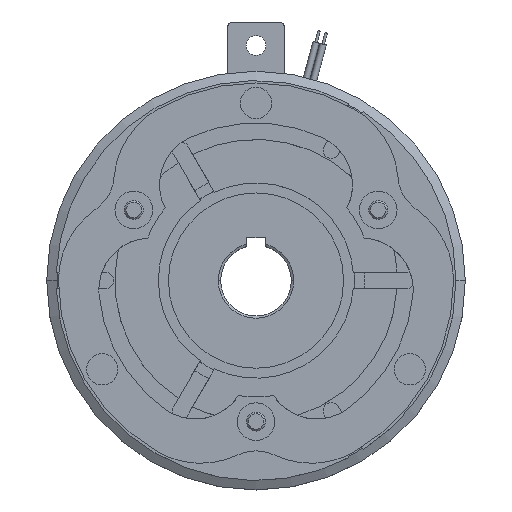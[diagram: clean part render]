
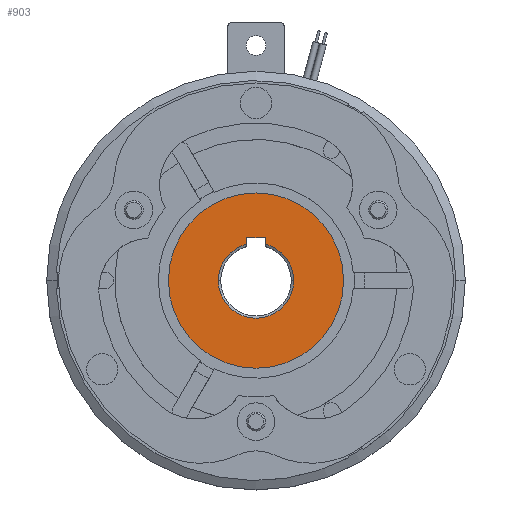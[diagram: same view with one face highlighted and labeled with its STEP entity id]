
A CAD part, top view. The second image highlights one B-rep face of the part: STEP entity #903.
In plain terms, the highlighted planar face has unit normal (0, 0, 1).
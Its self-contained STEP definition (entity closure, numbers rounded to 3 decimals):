
#17 = CARTESIAN_POINT ( 'NONE',  ( 3.84, 18.14, 34.5 ) ) ;
#39 = ORIENTED_EDGE ( 'NONE', *, *, #2860, .T. ) ;
#184 = VERTEX_POINT ( 'NONE', #7419 ) ;
#199 = PLANE ( 'NONE',  #3475 ) ;
#431 = EDGE_CURVE ( 'NONE', #4201, #2940, #7320, .T. ) ;
#475 = DIRECTION ( 'NONE',  ( 0., 1., 0. ) ) ;
#530 = EDGE_CURVE ( 'NONE', #1637, #2940, #6724, .T. ) ;
#609 = VERTEX_POINT ( 'NONE', #1042 ) ;
#651 = EDGE_CURVE ( 'NONE', #2309, #5043, #815, .T. ) ;
#658 = DIRECTION ( 'NONE',  ( 1., 0., 0. ) ) ;
#716 = FACE_OUTER_BOUND ( 'NONE', #4323, .T. ) ;
#766 = CARTESIAN_POINT ( 'NONE',  ( 0., 0., 34.5 ) ) ;
#815 = LINE ( 'NONE', #4805, #7216 ) ;
#816 = ORIENTED_EDGE ( 'NONE', *, *, #1014, .T. ) ;
#834 = DIRECTION ( 'NONE',  ( 1., 0., 0. ) ) ;
#873 = CARTESIAN_POINT ( 'NONE',  ( 3.84, 18.3, 34.5 ) ) ;
#903 = ADVANCED_FACE ( 'NONE', ( #2383, #716 ), #199, .T. ) ;
#927 = CARTESIAN_POINT ( 'NONE',  ( -4., 18.3, 34.5 ) ) ;
#953 = DIRECTION ( 'NONE',  ( 0., 0., -1. ) ) ;
#1014 = EDGE_CURVE ( 'NONE', #6047, #4201, #5069, .T. ) ;
#1042 = CARTESIAN_POINT ( 'NONE',  ( -37.25, 0., 34.5 ) ) ;
#1169 = ORIENTED_EDGE ( 'NONE', *, *, #651, .F. ) ;
#1180 = EDGE_CURVE ( 'NONE', #3477, #184, #1210, .T. ) ;
#1210 = LINE ( 'NONE', #4799, #2856 ) ;
#1317 = AXIS2_PLACEMENT_3D ( 'NONE', #6194, #1876, #5581 ) ;
#1374 = CIRCLE ( 'NONE', #7126, 37.25 ) ;
#1393 = DIRECTION ( 'NONE',  ( 1., 0., 0. ) ) ;
#1496 = DIRECTION ( 'NONE',  ( 1., 0., 0. ) ) ;
#1498 = ORIENTED_EDGE ( 'NONE', *, *, #2043, .T. ) ;
#1637 = VERTEX_POINT ( 'NONE', #4057 ) ;
#1652 = ORIENTED_EDGE ( 'NONE', *, *, #530, .F. ) ;
#1707 = AXIS2_PLACEMENT_3D ( 'NONE', #4666, #953, #5285 ) ;
#1807 = VECTOR ( 'NONE', #5261, 1000. ) ;
#1876 = DIRECTION ( 'NONE',  ( 0., 0., -1. ) ) ;
#2043 = EDGE_CURVE ( 'NONE', #609, #2321, #4488, .T. ) ;
#2223 = AXIS2_PLACEMENT_3D ( 'NONE', #766, #5090, #1393 ) ;
#2253 = AXIS2_PLACEMENT_3D ( 'NONE', #17, #4378, #658 ) ;
#2309 = VERTEX_POINT ( 'NONE', #2703 ) ;
#2321 = VERTEX_POINT ( 'NONE', #3157 ) ;
#2383 = FACE_BOUND ( 'NONE', #7466, .T. ) ;
#2703 = CARTESIAN_POINT ( 'NONE',  ( 4., 15.492, 34.5 ) ) ;
#2818 = EDGE_CURVE ( 'NONE', #2309, #6047, #4197, .T. ) ;
#2820 = CARTESIAN_POINT ( 'NONE',  ( 16., 0., 34.5 ) ) ;
#2856 = VECTOR ( 'NONE', #5429, 1000. ) ;
#2860 = EDGE_CURVE ( 'NONE', #1637, #184, #5455, .T. ) ;
#2940 = VERTEX_POINT ( 'NONE', #4175 ) ;
#2987 = EDGE_CURVE ( 'NONE', #2321, #609, #1374, .T. ) ;
#3157 = CARTESIAN_POINT ( 'NONE',  ( 37.25, 0., 34.5 ) ) ;
#3475 = AXIS2_PLACEMENT_3D ( 'NONE', #7629, #6393, #834 ) ;
#3477 = VERTEX_POINT ( 'NONE', #873 ) ;
#3490 = CARTESIAN_POINT ( 'NONE',  ( 4., 18.14, 34.5 ) ) ;
#3555 = ORIENTED_EDGE ( 'NONE', *, *, #2987, .T. ) ;
#3688 = ORIENTED_EDGE ( 'NONE', *, *, #431, .T. ) ;
#3754 = DIRECTION ( 'NONE',  ( 1., 0., 0. ) ) ;
#3888 = CARTESIAN_POINT ( 'NONE',  ( 0., 0., 34.5 ) ) ;
#4057 = CARTESIAN_POINT ( 'NONE',  ( -4., 18.14, 34.5 ) ) ;
#4175 = CARTESIAN_POINT ( 'NONE',  ( -4., 15.492, 34.5 ) ) ;
#4197 = CIRCLE ( 'NONE', #6132, 16. ) ;
#4201 = VERTEX_POINT ( 'NONE', #4442 ) ;
#4323 = EDGE_LOOP ( 'NONE', ( #3555, #1498 ) ) ;
#4378 = DIRECTION ( 'NONE',  ( 0., 0., -1. ) ) ;
#4442 = CARTESIAN_POINT ( 'NONE',  ( -16., 0., 34.5 ) ) ;
#4488 = CIRCLE ( 'NONE', #2223, 37.25 ) ;
#4666 = CARTESIAN_POINT ( 'NONE',  ( 0., 0., 34.5 ) ) ;
#4731 = ORIENTED_EDGE ( 'NONE', *, *, #7079, .T. ) ;
#4799 = CARTESIAN_POINT ( 'NONE',  ( -4., 18.3, 34.5 ) ) ;
#4805 = CARTESIAN_POINT ( 'NONE',  ( 4., 18.3, 34.5 ) ) ;
#5043 = VERTEX_POINT ( 'NONE', #3490 ) ;
#5069 = CIRCLE ( 'NONE', #1707, 16. ) ;
#5090 = DIRECTION ( 'NONE',  ( 0., 0., 1. ) ) ;
#5102 = CIRCLE ( 'NONE', #2253, 0.16 ) ;
#5261 = DIRECTION ( 'NONE',  ( 0., -1., 0. ) ) ;
#5285 = DIRECTION ( 'NONE',  ( 1., 0., 0. ) ) ;
#5355 = ORIENTED_EDGE ( 'NONE', *, *, #1180, .F. ) ;
#5429 = DIRECTION ( 'NONE',  ( -1., 0., 0. ) ) ;
#5455 = CIRCLE ( 'NONE', #7189, 0.16 ) ;
#5570 = DIRECTION ( 'NONE',  ( 0., 0., -1. ) ) ;
#5581 = DIRECTION ( 'NONE',  ( 1., 0., 0. ) ) ;
#5624 = CARTESIAN_POINT ( 'NONE',  ( -3.84, 18.14, 34.5 ) ) ;
#5751 = CARTESIAN_POINT ( 'NONE',  ( 0., 0., 34.5 ) ) ;
#6047 = VERTEX_POINT ( 'NONE', #2820 ) ;
#6099 = ORIENTED_EDGE ( 'NONE', *, *, #2818, .T. ) ;
#6132 = AXIS2_PLACEMENT_3D ( 'NONE', #3888, #5570, #6523 ) ;
#6185 = DIRECTION ( 'NONE',  ( 0., 0., -1. ) ) ;
#6194 = CARTESIAN_POINT ( 'NONE',  ( 0., 0., 34.5 ) ) ;
#6393 = DIRECTION ( 'NONE',  ( 0., 0., 1. ) ) ;
#6523 = DIRECTION ( 'NONE',  ( 1., 0., 0. ) ) ;
#6724 = LINE ( 'NONE', #927, #1807 ) ;
#6879 = DIRECTION ( 'NONE',  ( 0., 0., 1. ) ) ;
#7079 = EDGE_CURVE ( 'NONE', #3477, #5043, #5102, .T. ) ;
#7126 = AXIS2_PLACEMENT_3D ( 'NONE', #5751, #6879, #1496 ) ;
#7189 = AXIS2_PLACEMENT_3D ( 'NONE', #5624, #6185, #3754 ) ;
#7216 = VECTOR ( 'NONE', #475, 1000. ) ;
#7320 = CIRCLE ( 'NONE', #1317, 16. ) ;
#7419 = CARTESIAN_POINT ( 'NONE',  ( -3.84, 18.3, 34.5 ) ) ;
#7466 = EDGE_LOOP ( 'NONE', ( #1169, #6099, #816, #3688, #1652, #39, #5355, #4731 ) ) ;
#7629 = CARTESIAN_POINT ( 'NONE',  ( 0., 0., 34.5 ) ) ;
